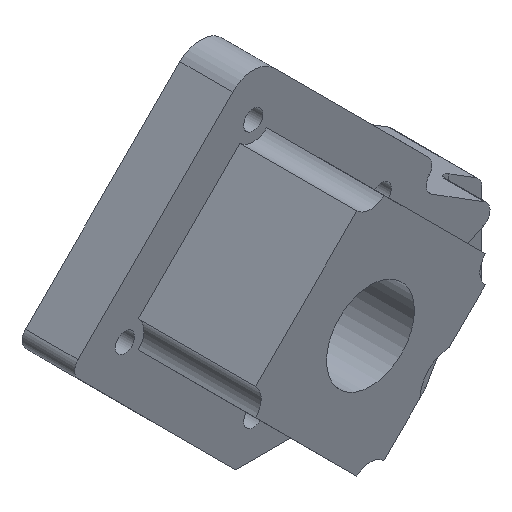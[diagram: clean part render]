
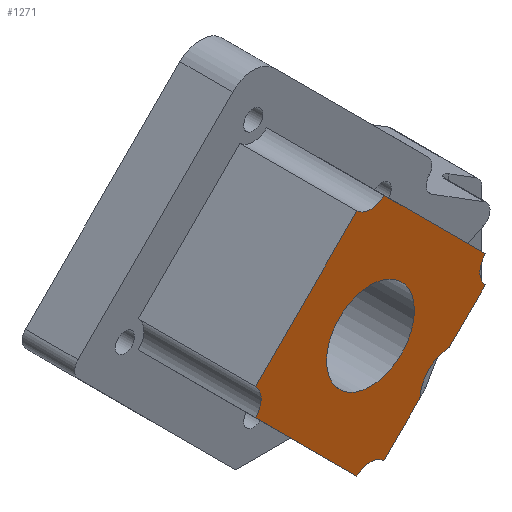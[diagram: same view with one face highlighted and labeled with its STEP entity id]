
A CAD part, isometric view. The second image highlights one B-rep face of the part: STEP entity #1271.
In plain terms, the highlighted planar face has unit normal (0, -1, 0).
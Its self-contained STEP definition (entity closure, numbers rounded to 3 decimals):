
#29=FACE_BOUND('',#467,.T.);
#54=PLANE('',#1418);
#163=LINE('',#2164,#279);
#164=LINE('',#2167,#280);
#167=LINE('',#2175,#283);
#170=LINE('',#2183,#286);
#173=LINE('',#2190,#289);
#279=VECTOR('',#1745,10.);
#280=VECTOR('',#1748,10.);
#283=VECTOR('',#1757,10.);
#286=VECTOR('',#1766,10.);
#289=VECTOR('',#1775,10.);
#384=FACE_OUTER_BOUND('',#466,.T.);
#466=EDGE_LOOP('',(#1153,#1154,#1155,#1156,#1157,#1158,#1159,#1160,#1161,
#1162));
#467=EDGE_LOOP('',(#1163));
#540=CIRCLE('',#1394,5.);
#542=CIRCLE('',#1404,3.25);
#543=CIRCLE('',#1408,3.25);
#544=CIRCLE('',#1411,3.25);
#545=CIRCLE('',#1414,3.25);
#546=CIRCLE('',#1417,7.5);
#649=VERTEX_POINT('',#2125);
#650=VERTEX_POINT('',#2127);
#658=VERTEX_POINT('',#2158);
#659=VERTEX_POINT('',#2159);
#660=VERTEX_POINT('',#2166);
#661=VERTEX_POINT('',#2170);
#662=VERTEX_POINT('',#2174);
#663=VERTEX_POINT('',#2178);
#664=VERTEX_POINT('',#2182);
#665=VERTEX_POINT('',#2186);
#666=VERTEX_POINT('',#2192);
#809=EDGE_CURVE('',#649,#650,#540,.T.);
#824=EDGE_CURVE('',#658,#659,#542,.T.);
#827=EDGE_CURVE('',#659,#649,#163,.T.);
#828=EDGE_CURVE('',#650,#660,#164,.T.);
#830=EDGE_CURVE('',#660,#661,#543,.T.);
#832=EDGE_CURVE('',#661,#662,#167,.T.);
#834=EDGE_CURVE('',#662,#663,#544,.T.);
#836=EDGE_CURVE('',#663,#664,#170,.T.);
#838=EDGE_CURVE('',#664,#665,#545,.T.);
#840=EDGE_CURVE('',#665,#658,#173,.T.);
#841=EDGE_CURVE('',#666,#666,#546,.F.);
#1153=ORIENTED_EDGE('',*,*,#830,.F.);
#1154=ORIENTED_EDGE('',*,*,#828,.F.);
#1155=ORIENTED_EDGE('',*,*,#809,.F.);
#1156=ORIENTED_EDGE('',*,*,#827,.F.);
#1157=ORIENTED_EDGE('',*,*,#824,.F.);
#1158=ORIENTED_EDGE('',*,*,#840,.F.);
#1159=ORIENTED_EDGE('',*,*,#838,.F.);
#1160=ORIENTED_EDGE('',*,*,#836,.F.);
#1161=ORIENTED_EDGE('',*,*,#834,.F.);
#1162=ORIENTED_EDGE('',*,*,#832,.F.);
#1163=ORIENTED_EDGE('',*,*,#841,.T.);
#1271=ADVANCED_FACE('',(#384,#29),#54,.T.);
#1394=AXIS2_PLACEMENT_3D('',#2128,#1706,#1707);
#1404=AXIS2_PLACEMENT_3D('',#2160,#1739,#1740);
#1408=AXIS2_PLACEMENT_3D('',#2171,#1752,#1753);
#1411=AXIS2_PLACEMENT_3D('',#2179,#1761,#1762);
#1414=AXIS2_PLACEMENT_3D('',#2187,#1770,#1771);
#1417=AXIS2_PLACEMENT_3D('',#2193,#1778,#1779);
#1418=AXIS2_PLACEMENT_3D('',#2195,#1781,#1782);
#1706=DIRECTION('center_axis',(0.,-1.,0.));
#1707=DIRECTION('ref_axis',(-1.,0.,0.016));
#1739=DIRECTION('center_axis',(0.,-1.,0.));
#1740=DIRECTION('ref_axis',(-1.,0.,0.));
#1745=DIRECTION('',(-0.707,0.,-0.707));
#1748=DIRECTION('',(-0.707,0.,-0.707));
#1752=DIRECTION('center_axis',(0.,-1.,0.));
#1753=DIRECTION('ref_axis',(-1.,0.,0.));
#1757=DIRECTION('',(-0.707,0.,0.707));
#1761=DIRECTION('center_axis',(0.,-1.,0.));
#1762=DIRECTION('ref_axis',(-1.,0.,0.));
#1766=DIRECTION('',(0.707,0.,0.707));
#1770=DIRECTION('center_axis',(0.,-1.,0.));
#1771=DIRECTION('ref_axis',(-1.,0.,0.));
#1775=DIRECTION('',(0.707,0.,-0.707));
#1778=DIRECTION('center_axis',(0.,-1.,0.));
#1779=DIRECTION('ref_axis',(-1.,0.,0.));
#1781=DIRECTION('center_axis',(0.,-1.,0.));
#1782=DIRECTION('ref_axis',(0.,0.,-1.));
#2125=CARTESIAN_POINT('',(178.669,-461.065,-152.899));
#2127=CARTESIAN_POINT('',(173.749,-461.065,-157.819));
#2128=CARTESIAN_POINT('Origin',(178.748,-461.065,-157.898));
#2158=CARTESIAN_POINT('',(184.871,-461.065,-142.101));
#2159=CARTESIAN_POINT('',(184.871,-461.065,-146.697));
#2160=CARTESIAN_POINT('Origin',(187.169,-461.065,-144.399));
#2164=CARTESIAN_POINT('',(177.439,-461.065,-154.129));
#2166=CARTESIAN_POINT('',(167.547,-461.065,-164.021));
#2167=CARTESIAN_POINT('',(171.878,-461.065,-159.69));
#2170=CARTESIAN_POINT('',(162.951,-461.065,-164.021));
#2171=CARTESIAN_POINT('Origin',(165.249,-461.065,-166.319));
#2174=CARTESIAN_POINT('',(145.627,-461.065,-146.697));
#2175=CARTESIAN_POINT('',(149.958,-461.065,-151.028));
#2178=CARTESIAN_POINT('',(145.627,-461.065,-142.101));
#2179=CARTESIAN_POINT('Origin',(143.328,-461.065,-144.399));
#2182=CARTESIAN_POINT('',(162.951,-461.065,-124.777));
#2183=CARTESIAN_POINT('',(158.62,-461.065,-129.108));
#2186=CARTESIAN_POINT('',(167.547,-461.065,-124.777));
#2187=CARTESIAN_POINT('Origin',(165.249,-461.065,-122.479));
#2190=CARTESIAN_POINT('',(180.54,-461.065,-137.77));
#2192=CARTESIAN_POINT('',(172.749,-461.065,-144.399));
#2193=CARTESIAN_POINT('Origin',(165.249,-461.065,-144.399));
#2195=CARTESIAN_POINT('Origin',(165.249,-461.065,-144.399));
